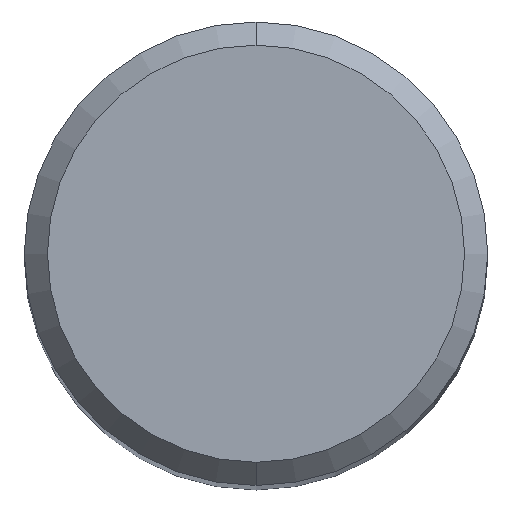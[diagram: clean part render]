
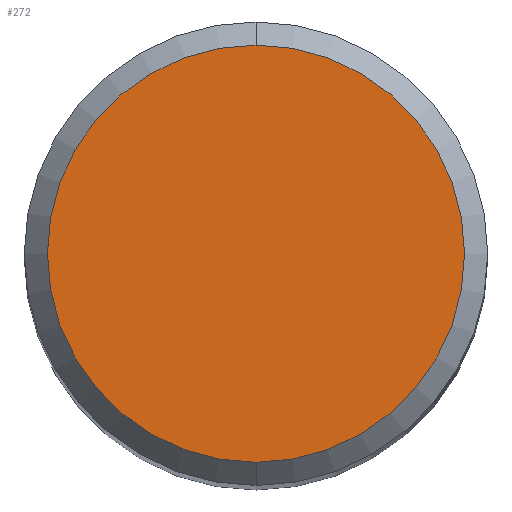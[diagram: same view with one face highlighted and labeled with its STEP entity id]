
A CAD part, top view. The second image highlights one B-rep face of the part: STEP entity #272.
In plain terms, the highlighted planar face has unit normal (0, 0, 1).
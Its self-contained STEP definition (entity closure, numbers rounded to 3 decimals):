
#180=VERTEX_POINT('',#481);
#198=EDGE_CURVE('',#222,#180,#504,.T.);
#222=VERTEX_POINT('',#531);
#272=ADVANCED_FACE('',(#584),#585,.T.);
#326=EDGE_CURVE('',#180,#222,#647,.T.);
#481=CARTESIAN_POINT('',(0.,-4.5,0.0));
#504=CIRCLE('',#847,4.5);
#531=CARTESIAN_POINT('',(0.0,4.5,0.0));
#584=FACE_OUTER_BOUND('',#1006,.T.);
#585=PLANE('',#1007);
#647=CIRCLE('',#1143,4.5);
#847=AXIS2_PLACEMENT_3D('',#1491,#1492,#1493);
#1006=EDGE_LOOP('',(#1566,#1567));
#1007=AXIS2_PLACEMENT_3D('',#1568,#1569,#1570);
#1143=AXIS2_PLACEMENT_3D('',#1654,#1655,#1656);
#1491=CARTESIAN_POINT('',(0.0,0.0,0.0));
#1492=DIRECTION('',(0.0,0.0,-1.0));
#1493=DIRECTION('',(0.0,1.0,0.0));
#1566=ORIENTED_EDGE('',*,*,#198,.F.);
#1567=ORIENTED_EDGE('',*,*,#326,.F.);
#1568=CARTESIAN_POINT('',(0.0,2.25,0.0));
#1569=DIRECTION('',(-0.0,0.0,1.0));
#1570=DIRECTION('',(0.0,-1.0,0.0));
#1654=CARTESIAN_POINT('',(0.0,0.0,0.0));
#1655=DIRECTION('',(0.0,0.0,-1.0));
#1656=DIRECTION('',(0.0,1.0,0.0));
